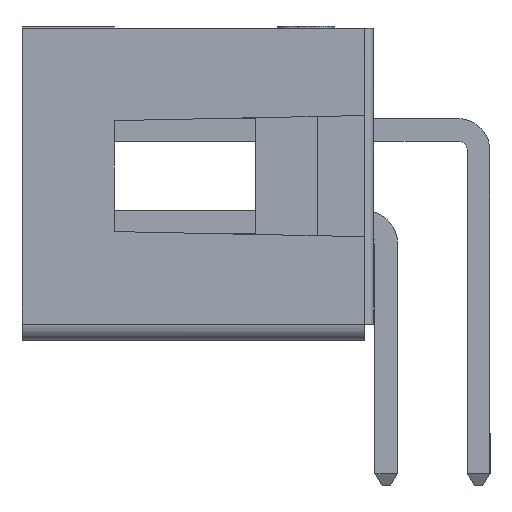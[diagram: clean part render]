
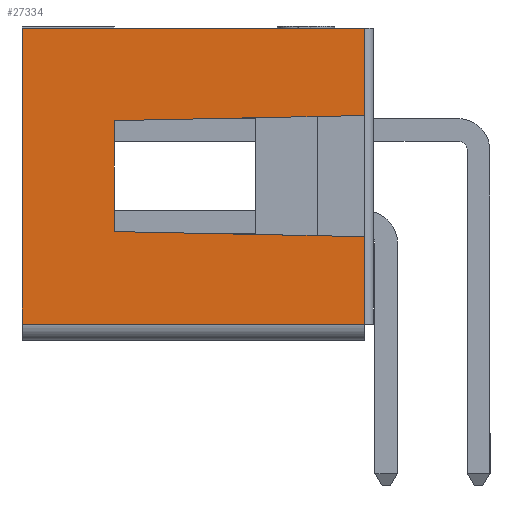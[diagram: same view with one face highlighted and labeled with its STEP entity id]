
A CAD part, left-side view. The second image highlights one B-rep face of the part: STEP entity #27334.
In plain terms, the highlighted planar face has unit normal (-1, 0, 0).
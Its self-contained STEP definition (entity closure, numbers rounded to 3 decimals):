
#24774=CARTESIAN_POINT('',(-25.241,8.74,6.045));
#24775=VERTEX_POINT('',#24774);
#24785=CARTESIAN_POINT('',(-25.241,8.74,2.997));
#24786=VERTEX_POINT('',#24785);
#24787=CARTESIAN_POINT('',(-25.241,8.74,2.997));
#24788=CARTESIAN_POINT('',(-25.241,8.74,4.013));
#24789=CARTESIAN_POINT('',(-25.241,8.74,5.029));
#24790=CARTESIAN_POINT('',(-25.241,8.74,6.045));
#24791=QUASI_UNIFORM_CURVE('',3,(#24787,#24788,#24789,#24790),.UNSPECIFIED.,.F.,.U.);
#24792=EDGE_CURVE('',#24786,#24775,#24791,.T.);
#25035=CARTESIAN_POINT('',(-25.241,1.882,0.457));
#25036=VERTEX_POINT('',#25035);
#25044=CARTESIAN_POINT('',(-25.241,11.28,0.457));
#25045=VERTEX_POINT('',#25044);
#25046=CARTESIAN_POINT('',(-25.241,11.28,0.457));
#25047=CARTESIAN_POINT('',(-25.241,8.147,0.457));
#25048=CARTESIAN_POINT('',(-25.241,5.014,0.457));
#25049=CARTESIAN_POINT('',(-25.241,1.882,0.457));
#25050=QUASI_UNIFORM_CURVE('',3,(#25046,#25047,#25048,#25049),.UNSPECIFIED.,.F.,.U.);
#25051=EDGE_CURVE('',#25045,#25036,#25050,.T.);
#25750=CARTESIAN_POINT('',(-25.241,1.882,6.185));
#25751=VERTEX_POINT('',#25750);
#25759=CARTESIAN_POINT('',(-25.241,8.74,6.045));
#25760=CARTESIAN_POINT('',(-25.241,6.454,6.092));
#25761=CARTESIAN_POINT('',(-25.241,4.168,6.138));
#25762=CARTESIAN_POINT('',(-25.241,1.882,6.185));
#25763=QUASI_UNIFORM_CURVE('',3,(#25759,#25760,#25761,#25762),.UNSPECIFIED.,.F.,.U.);
#25764=EDGE_CURVE('',#24775,#25751,#25763,.T.);
#25848=CARTESIAN_POINT('',(-25.241,1.882,2.857));
#25849=VERTEX_POINT('',#25848);
#25850=CARTESIAN_POINT('',(-25.241,1.882,2.857));
#25851=CARTESIAN_POINT('',(-25.241,4.168,2.904));
#25852=CARTESIAN_POINT('',(-25.241,6.454,2.951));
#25853=CARTESIAN_POINT('',(-25.241,8.74,2.997));
#25854=QUASI_UNIFORM_CURVE('',3,(#25850,#25851,#25852,#25853),.UNSPECIFIED.,.F.,.U.);
#25855=EDGE_CURVE('',#25849,#24786,#25854,.T.);
#27274=CARTESIAN_POINT('',(-25.241,1.882,8.585));
#27275=VERTEX_POINT('',#27274);
#27283=CARTESIAN_POINT('',(-25.241,1.882,6.185));
#27284=CARTESIAN_POINT('',(-25.241,1.882,6.985));
#27285=CARTESIAN_POINT('',(-25.241,1.882,7.785));
#27286=CARTESIAN_POINT('',(-25.241,1.882,8.585));
#27287=QUASI_UNIFORM_CURVE('',3,(#27283,#27284,#27285,#27286),.UNSPECIFIED.,.F.,.U.);
#27288=EDGE_CURVE('',#25751,#27275,#27287,.T.);
#27293=CARTESIAN_POINT('',(-25.241,1.882,0.457));
#27294=CARTESIAN_POINT('',(-25.241,1.882,1.257));
#27295=CARTESIAN_POINT('',(-25.241,1.882,2.057));
#27296=CARTESIAN_POINT('',(-25.241,1.882,2.857));
#27297=QUASI_UNIFORM_CURVE('',3,(#27293,#27294,#27295,#27296),.UNSPECIFIED.,.F.,.U.);
#27298=EDGE_CURVE('',#25036,#25849,#27297,.T.);
#27305=CARTESIAN_POINT('',(-25.241,1.412,0.051));
#27306=DIRECTION('',(-1.0,0.0,0.0));
#27307=DIRECTION('',(0.0,-1.0,0.0));
#27308=AXIS2_PLACEMENT_3D('',#27305,#27306,#27307);
#27309=PLANE('',#27308);
#27310=ORIENTED_EDGE('',*,*,#25764,.T.);
#27311=ORIENTED_EDGE('',*,*,#27288,.T.);
#27312=CARTESIAN_POINT('',(-25.241,11.28,8.585));
#27313=VERTEX_POINT('',#27312);
#27314=CARTESIAN_POINT('',(-25.241,1.882,8.585));
#27315=CARTESIAN_POINT('',(-25.241,5.014,8.585));
#27316=CARTESIAN_POINT('',(-25.241,8.147,8.585));
#27317=CARTESIAN_POINT('',(-25.241,11.28,8.585));
#27318=QUASI_UNIFORM_CURVE('',3,(#27314,#27315,#27316,#27317),.UNSPECIFIED.,.F.,.U.);
#27319=EDGE_CURVE('',#27275,#27313,#27318,.T.);
#27320=ORIENTED_EDGE('',*,*,#27319,.T.);
#27321=CARTESIAN_POINT('',(-25.241,11.28,0.457));
#27322=CARTESIAN_POINT('',(-25.241,11.28,3.167));
#27323=CARTESIAN_POINT('',(-25.241,11.28,5.876));
#27324=CARTESIAN_POINT('',(-25.241,11.28,8.585));
#27325=QUASI_UNIFORM_CURVE('',3,(#27321,#27322,#27323,#27324),.UNSPECIFIED.,.F.,.U.);
#27326=EDGE_CURVE('',#25045,#27313,#27325,.T.);
#27327=ORIENTED_EDGE('',*,*,#27326,.F.);
#27328=ORIENTED_EDGE('',*,*,#25051,.T.);
#27329=ORIENTED_EDGE('',*,*,#27298,.T.);
#27330=ORIENTED_EDGE('',*,*,#25855,.T.);
#27331=ORIENTED_EDGE('',*,*,#24792,.T.);
#27332=EDGE_LOOP('',(#27310,#27311,#27320,#27327,#27328,#27329,#27330,#27331));
#27333=FACE_OUTER_BOUND('',#27332,.T.);
#27334=ADVANCED_FACE('',(#27333),#27309,.T.);
